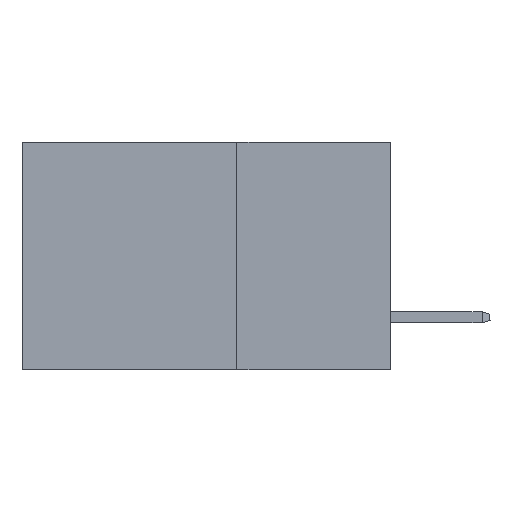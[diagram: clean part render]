
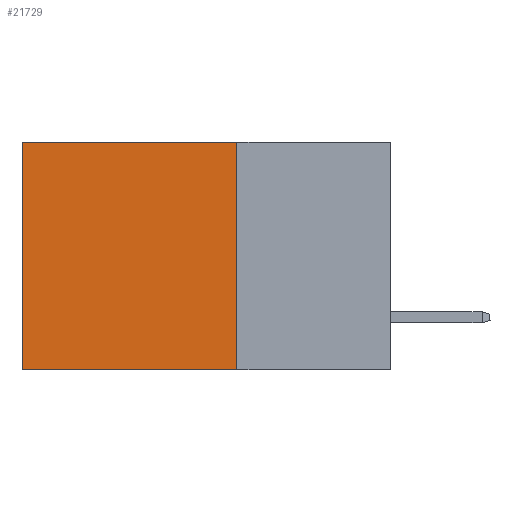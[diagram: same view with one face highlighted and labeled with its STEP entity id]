
A CAD part, left-side view. The second image highlights one B-rep face of the part: STEP entity #21729.
In plain terms, the highlighted planar face has unit normal (-1, 0, 0).
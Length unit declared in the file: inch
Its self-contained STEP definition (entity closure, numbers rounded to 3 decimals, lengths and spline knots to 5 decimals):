
#418 = ORIENTED_EDGE ( 'NONE', *, *, #17649, .T. ) ;
#4048 = CARTESIAN_POINT ( 'NONE',  ( 0.2875, 0.25, 0. ) ) ;
#4179 = EDGE_LOOP ( 'NONE', ( #418, #18551, #23538, #8731 ) ) ;
#8731 = ORIENTED_EDGE ( 'NONE', *, *, #13770, .T. ) ;
#10490 = DIRECTION ( 'NONE',  ( 0., 1., 0. ) ) ;
#11529 = VERTEX_POINT ( 'NONE', #33558 ) ;
#12547 = FACE_OUTER_BOUND ( 'NONE', #4179, .T. ) ;
#13676 = CARTESIAN_POINT ( 'NONE',  ( 0.2875, 0.25, 0. ) ) ;
#13770 = EDGE_CURVE ( 'NONE', #13898, #22813, #24914, .T. ) ;
#13898 = VERTEX_POINT ( 'NONE', #4048 ) ;
#15038 = VECTOR ( 'NONE', #10490, 39.37008 ) ;
#16650 = DIRECTION ( 'NONE',  ( 0., 0., -1. ) ) ;
#17355 = LINE ( 'NONE', #40783, #37693 ) ;
#17649 = EDGE_CURVE ( 'NONE', #22813, #43976, #38861, .T. ) ;
#18514 = EDGE_CURVE ( 'NONE', #11529, #43976, #17355, .T. ) ;
#18551 = ORIENTED_EDGE ( 'NONE', *, *, #18514, .F. ) ;
#20888 = CARTESIAN_POINT ( 'NONE',  ( 0.2875, 0.6, -0.37 ) ) ;
#21073 = EDGE_CURVE ( 'NONE', #13898, #11529, #26907, .T. ) ;
#21729 = ADVANCED_FACE ( 'NONE', ( #12547 ), #29530, .F. ) ;
#22813 = VERTEX_POINT ( 'NONE', #44786 ) ;
#23538 = ORIENTED_EDGE ( 'NONE', *, *, #21073, .F. ) ;
#23966 = DIRECTION ( 'NONE',  ( 0., 0., -1. ) ) ;
#24267 = CARTESIAN_POINT ( 'NONE',  ( 0.2875, 0.25, 0. ) ) ;
#24371 = CARTESIAN_POINT ( 'NONE',  ( 0.2875, 0.25, 0. ) ) ;
#24914 = LINE ( 'NONE', #24267, #15038 ) ;
#26907 = LINE ( 'NONE', #13676, #40051 ) ;
#29530 = PLANE ( 'NONE',  #39341 ) ;
#29563 = VECTOR ( 'NONE', #16650, 39.37008 ) ;
#31326 = DIRECTION ( 'NONE',  ( 0., 1., 0. ) ) ;
#33558 = CARTESIAN_POINT ( 'NONE',  ( 0.2875, 0.25, -0.37 ) ) ;
#37693 = VECTOR ( 'NONE', #31326, 39.37008 ) ;
#38328 = DIRECTION ( 'NONE',  ( 0., 0., -1. ) ) ;
#38861 = LINE ( 'NONE', #40899, #29563 ) ;
#39341 = AXIS2_PLACEMENT_3D ( 'NONE', #24371, #41675, #38328 ) ;
#40051 = VECTOR ( 'NONE', #23966, 39.37008 ) ;
#40783 = CARTESIAN_POINT ( 'NONE',  ( 0.2875, 0.25, -0.37 ) ) ;
#40899 = CARTESIAN_POINT ( 'NONE',  ( 0.2875, 0.6, 0. ) ) ;
#41675 = DIRECTION ( 'NONE',  ( 1., 0., 0. ) ) ;
#43976 = VERTEX_POINT ( 'NONE', #20888 ) ;
#44786 = CARTESIAN_POINT ( 'NONE',  ( 0.2875, 0.6, 0. ) ) ;
